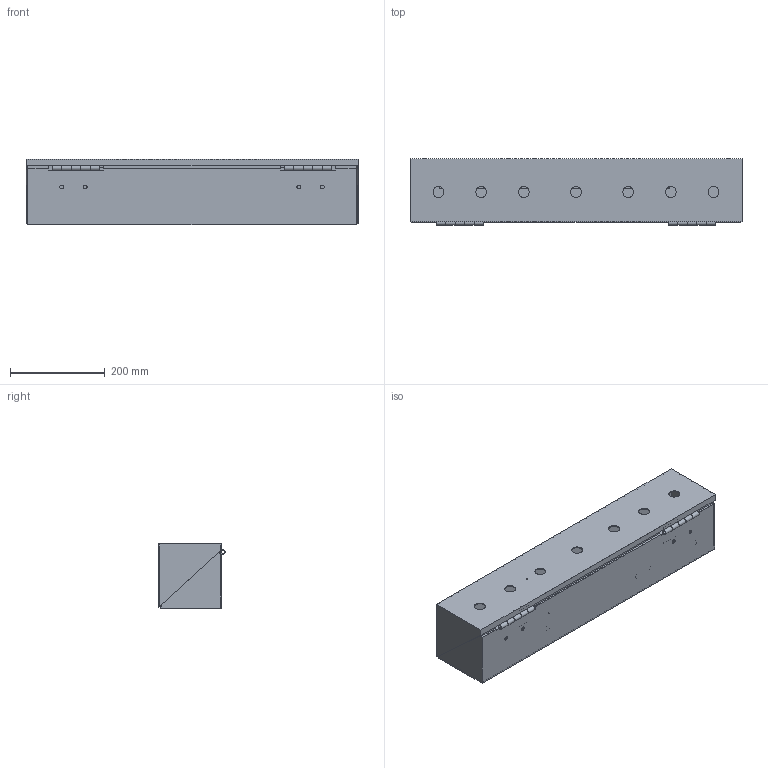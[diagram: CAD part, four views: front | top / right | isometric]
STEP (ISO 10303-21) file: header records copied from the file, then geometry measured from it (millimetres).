
FILE_DESCRIPTION (( 'STEP AP203' ), '1' );
FILE_NAME ('01A061168RP-¾Þ§@¥x.STEP', '2023-10-02T06:54:32', ( '' ), ( '' ), 'SwSTEP 2.0', 'SolidWorks 2018', '' );
FILE_SCHEMA (( 'CONFIG_CONTROL_DESIGN' ));
Length unit declared in the file: millimetre
Products named in the file (1): 01A061168RP-操作台
Bounding box: 700 x 139.8 x 139 mm (x, y, z)
Volume: 930517 mm3; surface area: 937128.6 mm2
Topology: 14 solids, 14 shells, 247 faces, 678 edges, 459 vertices
Faces by surface type: plane 194, cylinder 53
Full cylindrical faces by diameter (mm): 3.3 x10, 7 x2, 7.6 x10, 8 x8, 22 x2, 23 x7
Entity records: 7615 total; most frequent: CARTESIAN_POINT 1300, ORIENTED_EDGE 1232, DIRECTION 1218, EDGE_CURVE 616, VECTOR 510, LINE 510, VERTEX_POINT 436, EDGE_LOOP 366
